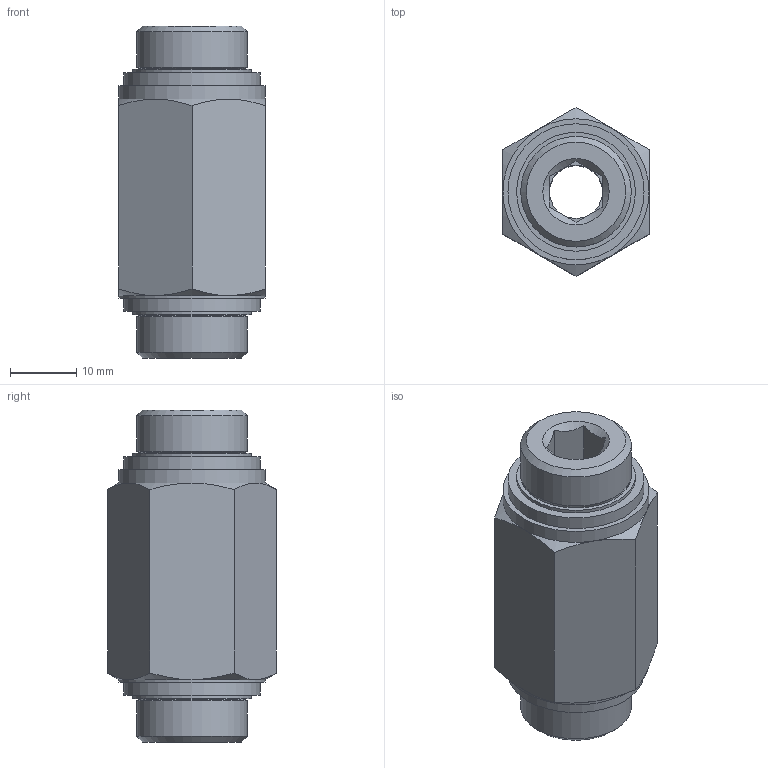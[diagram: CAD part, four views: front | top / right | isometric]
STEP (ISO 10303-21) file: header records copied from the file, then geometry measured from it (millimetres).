
FILE_DESCRIPTION(/* description */ ('STEP AP214'),/* implementation_level */ '2;1');
FILE_NAME(/* name */ '11690_H-3_8-B',/* time_stamp */ '2024-08-28T22:53:44+02:00',/* author */ ('License CC BY-ND 4.0'),/* organization */ ('CADENAS'),/* preprocessor_version */ 'ST-DEVELOPER v19.3',/* originating_system */ 'PARTsolutions',/* authorisation */ ' ');
FILE_SCHEMA (('AUTOMOTIVE_DESIGN {1 0 10303 214 3 1 1}'));
Length unit declared in the file: millimetre
Products named in the file (1): 11690 H-3_8-B
Bounding box: 22 x 25.4 x 50 mm (x, y, z)
Volume: 14921.7 mm3; surface area: 5855 mm2
Topology: 1 solids, 1 shells, 59 faces, 123 edges, 72 vertices
Faces by surface type: plane 26, cone 20, cylinder 11, torus 2
Full cylindrical faces by diameter (mm): 8 x1, 16.65 x2, 16.662 x2, 17.9 x2, 20.5 x2, 22 x2
Entity records: 1891 total; most frequent: CARTESIAN_POINT 328, DIRECTION 234, ORIENTED_EDGE 198, AXIS2_PLACEMENT_3D 105, EDGE_CURVE 99, EDGE_LOOP 88, FACE_BOUND 88, VERTEX_POINT 69
